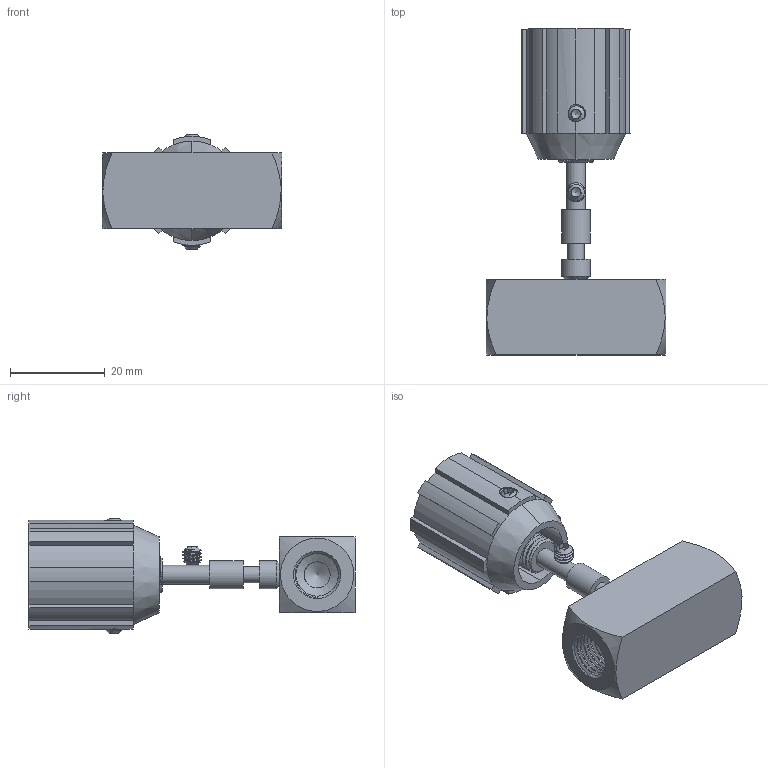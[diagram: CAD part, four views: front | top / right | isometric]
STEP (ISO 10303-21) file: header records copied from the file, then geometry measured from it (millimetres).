
FILE_DESCRIPTION(/* description */ (''),/* implementation_level */ '2;1');
FILE_NAME(/* name */ 'DV6-1XJ.stp',/* time_stamp */ '2023-12-15T08:44:55+08:00',/* author */ (''),/* organization */ (''),/* preprocessor_version */ 'ST-DEVELOPER v16.7',/* originating_system */ 'SIEMENS PLM Software NX 12.0',/* authorisation */ '');
FILE_SCHEMA (('AUTOMOTIVE_DESIGN { 1 0 10303 214 3 1 1 1 }'));
Length unit declared in the file: millimetre
Products named in the file (1): DV6
Bounding box: 38 x 68.9 x 24.41 mm (x, y, z)
Volume: 16066.4 mm3; surface area: 10666.1 mm2
Topology: 8 solids, 8 shells, 275 faces, 720 edges, 469 vertices
Faces by surface type: plane 118, cylinder 100, cone 28, bspline 28, torus 1
Full cylindrical faces by diameter (mm): 2.8 x1, 3.4 x1, 4 x3, 5 x1, 5.5 x1, 6 x3, 6.4 x1, 6.9 x2, 8 x1, 8.5 x1, 9 x16, 12 x1, 18 x1
Entity records: 23270 total; most frequent: CARTESIAN_POINT 17612, ORIENTED_EDGE 1226, DIRECTION 1012, EDGE_CURVE 613, VERTEX_POINT 424, AXIS2_PLACEMENT_3D 386, EDGE_LOOP 318, ADVANCED_FACE 258
